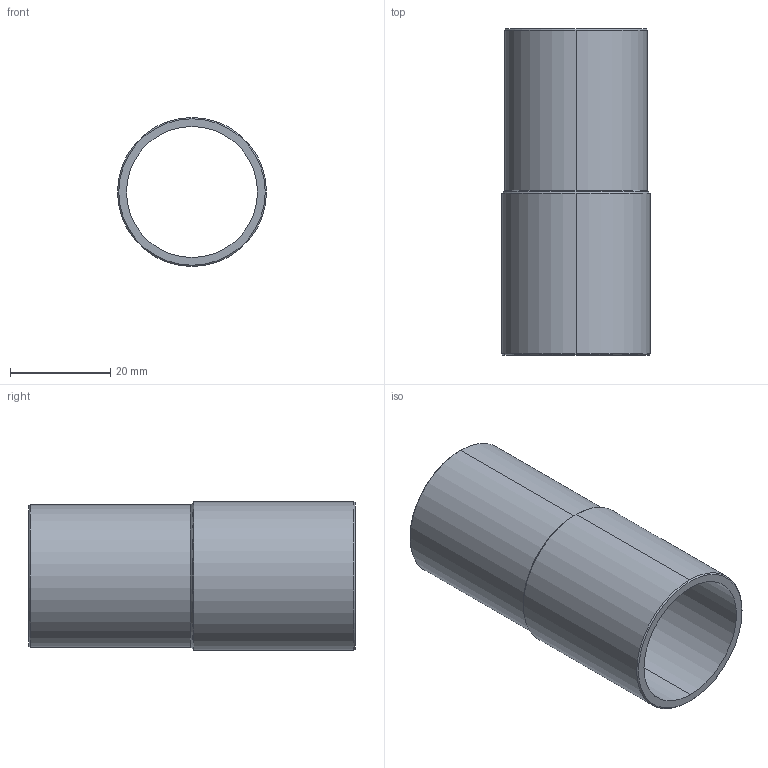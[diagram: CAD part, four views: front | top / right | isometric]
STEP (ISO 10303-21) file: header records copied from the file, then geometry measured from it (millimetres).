
FILE_DESCRIPTION (( 'STEP AP203' ), '1' );
FILE_NAME ('50107-240.STEP', '2016-04-29T09:49:09', ( '' ), ( '' ), 'SwSTEP 2.0', 'SolidWorks 2015', '' );
FILE_SCHEMA (( 'CONFIG_CONTROL_DESIGN' ));
Length unit declared in the file: millimetre
Products named in the file (1): 50107-240
Bounding box: 29.7 x 65 x 29.7 mm (x, y, z)
Volume: 8466 mm3; surface area: 11537.9 mm2
Topology: 1 solids, 1 shells, 224 faces, 584 edges, 386 vertices
Faces by surface type: plane 97, bspline 89, cylinder 30, cone 8
Entity records: 10809 total; most frequent: CARTESIAN_POINT 5802, ORIENTED_EDGE 1168, DIRECTION 758, EDGE_CURVE 584, VERTEX_POINT 386, VECTOR 282, LINE 282, EDGE_LOOP 250
